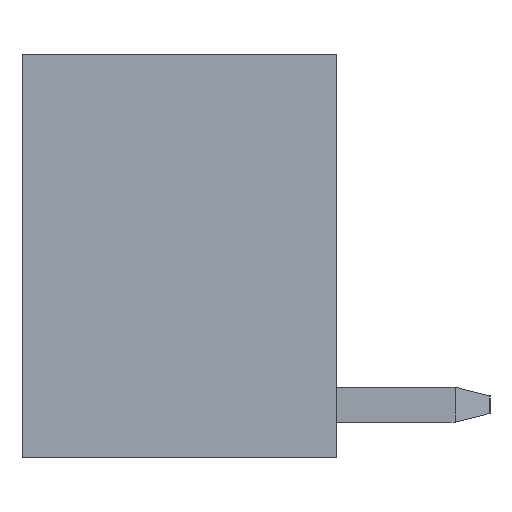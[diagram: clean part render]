
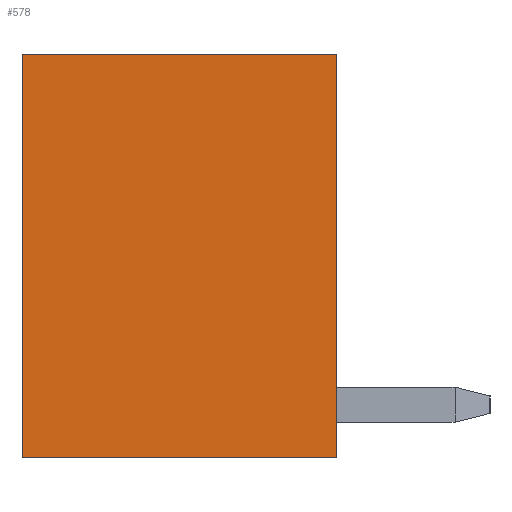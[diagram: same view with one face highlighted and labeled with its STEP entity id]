
A CAD part, left-side view. The second image highlights one B-rep face of the part: STEP entity #578.
In plain terms, the highlighted planar face has unit normal (-1, 0, 0).
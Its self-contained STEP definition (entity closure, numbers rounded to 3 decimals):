
#578 = ADVANCED_FACE( '', ( #1275 ), #1276, .F. );
#1275 = FACE_OUTER_BOUND( '', #2126, .T. );
#1276 = PLANE( '', #2127 );
#2126 = EDGE_LOOP( '', ( #3579, #3580, #3581, #3582 ) );
#2127 = AXIS2_PLACEMENT_3D( '', #3583, #3584, #3585 );
#3579 = ORIENTED_EDGE( '', *, *, #5333, .F. );
#3580 = ORIENTED_EDGE( '', *, *, #5763, .F. );
#3581 = ORIENTED_EDGE( '', *, *, #5622, .F. );
#3582 = ORIENTED_EDGE( '', *, *, #5764, .F. );
#3583 = CARTESIAN_POINT( '', ( -11.05, 0., 0. ) );
#3584 = DIRECTION( '', ( 1., 0., 0. ) );
#3585 = DIRECTION( '', ( 0., 0., -1. ) );
#5333 = EDGE_CURVE( '', #6443, #6445, #6446, .T. );
#5622 = EDGE_CURVE( '', #6930, #6931, #6932, .T. );
#5763 = EDGE_CURVE( '', #6931, #6443, #7155, .T. );
#5764 = EDGE_CURVE( '', #6445, #6930, #7156, .T. );
#6443 = VERTEX_POINT( '', #8045 );
#6445 = VERTEX_POINT( '', #8048 );
#6446 = LINE( '', #8049, #8050 );
#6930 = VERTEX_POINT( '', #8761 );
#6931 = VERTEX_POINT( '', #8762 );
#6932 = LINE( '', #8763, #8764 );
#7155 = LINE( '', #9090, #9091 );
#7156 = LINE( '', #9092, #9093 );
#8045 = CARTESIAN_POINT( '', ( -11.05, -3.6, 4.6 ) );
#8048 = CARTESIAN_POINT( '', ( -11.05, -3.6, -4.6 ) );
#8049 = CARTESIAN_POINT( '', ( -11.05, -3.6, 4.6 ) );
#8050 = VECTOR( '', #10034, 1000. );
#8761 = CARTESIAN_POINT( '', ( -11.05, 3.6, -4.6 ) );
#8762 = CARTESIAN_POINT( '', ( -11.05, 3.6, 4.6 ) );
#8763 = CARTESIAN_POINT( '', ( -11.05, 3.6, -4.6 ) );
#8764 = VECTOR( '', #10286, 1000. );
#9090 = CARTESIAN_POINT( '', ( -11.05, 3.6, 4.6 ) );
#9091 = VECTOR( '', #10408, 1000. );
#9092 = CARTESIAN_POINT( '', ( -11.05, -3.6, -4.6 ) );
#9093 = VECTOR( '', #10409, 1000. );
#10034 = DIRECTION( '', ( 0., 0., -1. ) );
#10286 = DIRECTION( '', ( 0., 0., 1. ) );
#10408 = DIRECTION( '', ( 0., -1., 0. ) );
#10409 = DIRECTION( '', ( 0., 1., 0. ) );
